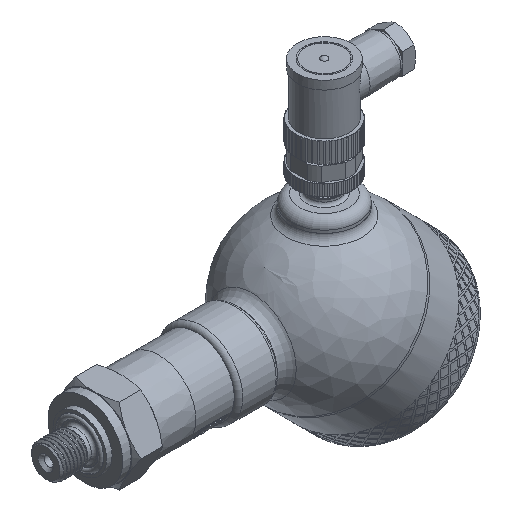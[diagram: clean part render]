
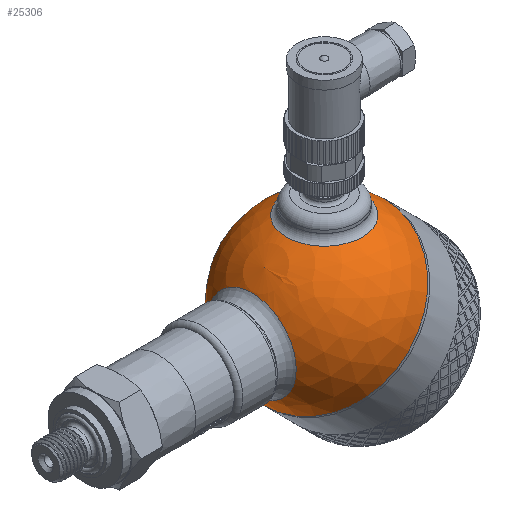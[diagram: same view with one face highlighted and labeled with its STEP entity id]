
A CAD part, isometric view. The second image highlights one B-rep face of the part: STEP entity #25306.
In plain terms, the highlighted spherical face has radius 30 mm.
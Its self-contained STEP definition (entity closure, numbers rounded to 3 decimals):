
#36=SPHERICAL_SURFACE('',#26849,30.);
#1012=FACE_BOUND('',#3441,.T.);
#1013=FACE_BOUND('',#3442,.T.);
#1792=FACE_OUTER_BOUND('',#3440,.T.);
#3440=EDGE_LOOP('',(#18255,#18256,#18257,#18258));
#3441=EDGE_LOOP('',(#18259));
#3442=EDGE_LOOP('',(#18260));
#4946=CIRCLE('',#26772,30.);
#4947=CIRCLE('',#26773,30.);
#4974=CIRCLE('',#26845,13.5);
#4977=CIRCLE('',#26850,30.);
#4978=CIRCLE('',#26851,15.643);
#9679=VERTEX_POINT('',#34681);
#9680=VERTEX_POINT('',#34683);
#10207=VERTEX_POINT('',#41447);
#10209=VERTEX_POINT('',#41454);
#10210=VERTEX_POINT('',#41456);
#12418=EDGE_CURVE('',#9679,#9680,#4946,.T.);
#12419=EDGE_CURVE('',#9680,#9679,#4947,.T.);
#13212=EDGE_CURVE('',#10207,#10207,#4974,.T.);
#13215=EDGE_CURVE('',#9680,#10209,#4977,.T.);
#13216=EDGE_CURVE('',#10210,#10210,#4978,.T.);
#18255=ORIENTED_EDGE('',*,*,#12419,.F.);
#18256=ORIENTED_EDGE('',*,*,#13215,.T.);
#18257=ORIENTED_EDGE('',*,*,#13215,.F.);
#18258=ORIENTED_EDGE('',*,*,#12418,.F.);
#18259=ORIENTED_EDGE('',*,*,#13216,.F.);
#18260=ORIENTED_EDGE('',*,*,#13212,.F.);
#25306=ADVANCED_FACE('',(#1792,#1012,#1013),#36,.T.);
#26772=AXIS2_PLACEMENT_3D('',#34684,#28481,#28482);
#26773=AXIS2_PLACEMENT_3D('',#34685,#28483,#28484);
#26845=AXIS2_PLACEMENT_3D('',#41448,#28905,#28906);
#26849=AXIS2_PLACEMENT_3D('',#41453,#28913,#28914);
#26850=AXIS2_PLACEMENT_3D('',#41455,#28915,#28916);
#26851=AXIS2_PLACEMENT_3D('',#41457,#28917,#28918);
#28481=DIRECTION('center_axis',(1.,0.,0.));
#28482=DIRECTION('ref_axis',(0.,1.,0.));
#28483=DIRECTION('center_axis',(1.,0.,0.));
#28484=DIRECTION('ref_axis',(0.,1.,0.));
#28905=DIRECTION('center_axis',(-0.707,0.,-0.707));
#28906=DIRECTION('ref_axis',(-0.707,0.,0.707));
#28913=DIRECTION('center_axis',(1.,0.,0.));
#28914=DIRECTION('ref_axis',(0.,-1.,0.));
#28915=DIRECTION('center_axis',(0.,0.,1.));
#28916=DIRECTION('ref_axis',(0.,1.,0.));
#28917=DIRECTION('center_axis',(-0.707,0.,0.707));
#28918=DIRECTION('ref_axis',(0.707,0.,0.707));
#34681=CARTESIAN_POINT('',(0.,-30.,0.));
#34683=CARTESIAN_POINT('',(0.,30.,0.));
#34684=CARTESIAN_POINT('Origin',(0.,0.,0.));
#34685=CARTESIAN_POINT('Origin',(0.,0.,0.));
#41447=CARTESIAN_POINT('',(-9.398,0.,-28.49));
#41448=CARTESIAN_POINT('Origin',(-18.944,0.,-18.944));
#41453=CARTESIAN_POINT('Origin',(0.,0.,0.));
#41454=CARTESIAN_POINT('',(-30.,0.,0.));
#41455=CARTESIAN_POINT('Origin',(0.,0.,0.));
#41456=CARTESIAN_POINT('',(-29.162,0.,7.04));
#41457=CARTESIAN_POINT('Origin',(-18.101,0.,18.101));
